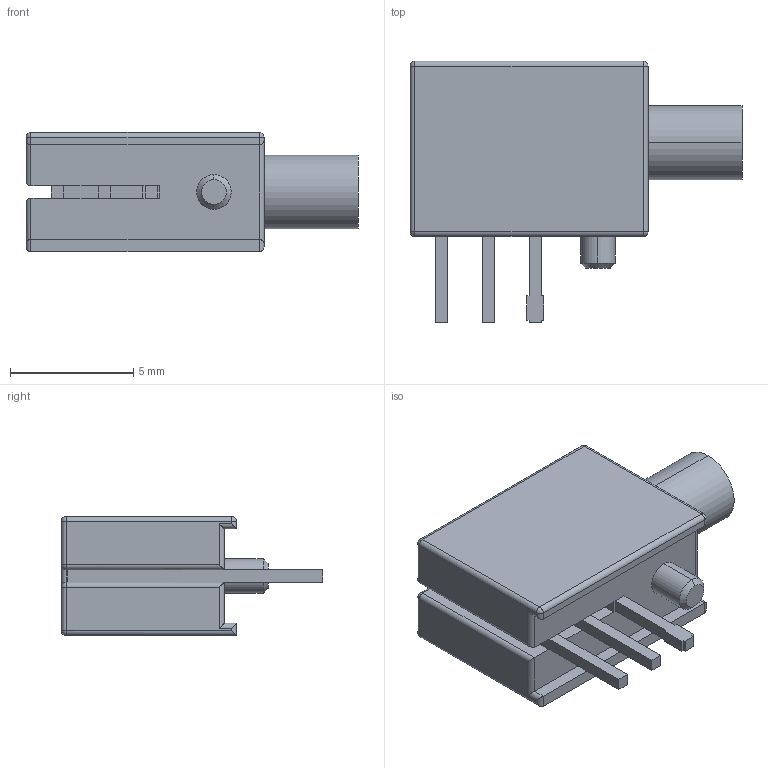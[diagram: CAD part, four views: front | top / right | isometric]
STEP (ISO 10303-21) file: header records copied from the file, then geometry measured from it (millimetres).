
FILE_DESCRIPTION (( 'STEP AP214' ), '1' );
FILE_NAME ('42WUM.STEP', '2023-01-03T12:50:17', ( '' ), ( '' ), 'SwSTEP 2.0', 'SolidWorks 2022', '' );
FILE_SCHEMA (( 'AUTOMOTIVE_DESIGN' ));
Length unit declared in the file: millimetre
Products named in the file (1): 42WUM
Bounding box: 13.46 x 10.61 x 4.83 mm (x, y, z)
Volume: 334.2 mm3; surface area: 444.2 mm2
Topology: 1 solids, 1 shells, 389 faces, 1016 edges, 653 vertices
Faces by surface type: plane 221, bspline 116, cylinder 39, sphere 8, torus 3, cone 2
Entity records: 21229 total; most frequent: CARTESIAN_POINT 8504, ORIENTED_EDGE 2016, DIRECTION 1346, EDGE_CURVE 1008, VECTOR 710, LINE 710, VERTEX_POINT 653, EDGE_LOOP 421
